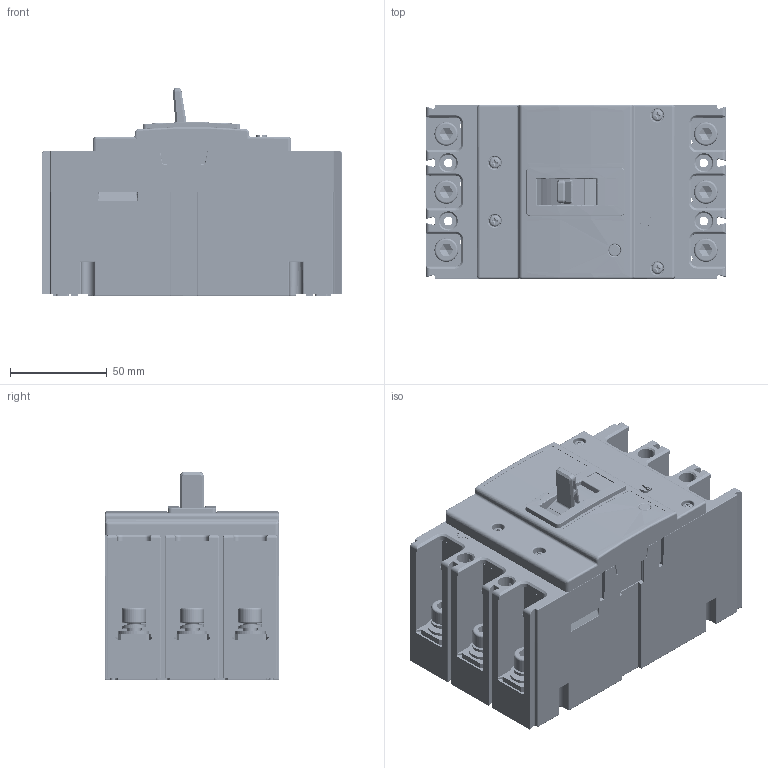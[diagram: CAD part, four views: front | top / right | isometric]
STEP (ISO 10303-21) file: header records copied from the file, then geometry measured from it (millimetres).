
FILE_DESCRIPTION(/* description */ (''),/* implementation_level */ '2;1');
FILE_NAME(/* name */ 'model1.stp',/* time_stamp */ '2024-02-26T16:33:29+08:00',/* author */ (''),/* organization */ (''),/* preprocessor_version */ 'ST-DEVELOPER v11',/* originating_system */ 'SIEMENS UGS NX 6.0',/* authorisation */ '');
FILE_SCHEMA (('CONFIG_CONTROL_DESIGN'));
Products named in the file (1): Admi799Egfqo
Bounding box: 155 x 90 x 107.6 mm (x, y, z)
Volume: 592599.9 mm3; surface area: 275930.2 mm2
Topology: 37 solids, 49 shells, 4211 faces, 11725 edges, 7620 vertices
Faces by surface type: plane 2617, cylinder 1115, bspline 166, torus 154, cone 79, sphere 48, extrusion 32
Full cylindrical faces by diameter (mm): 2 x1, 2.5 x4, 2.659 x6, 2.8 x3, 3 x116, 3.2 x8, 3.5 x9, 3.8 x6, 4 x12, 4.2 x3, 4.5 x4, 4.6 x12, 5 x1, 5.5 x1, 5.7 x1, 5.85 x4, 5.9 x2, 6 x2, 6.2 x4, 6.4 x3, 6.5 x4, 6.6 x1, 7 x10, 7.05 x1, 7.5 x6, 8 x4, 8.5 x10, 8.6 x4, 9 x3, 9.8 x6
Entity records: 196474 total; most frequent: CARTESIAN_POINT 93287, ORIENTED_EDGE 21926, DIRECTION 20385, EDGE_CURVE 10963, VECTOR 7737, LINE 7705, VERTEX_POINT 7279, AXIS2_PLACEMENT_3D 6324
